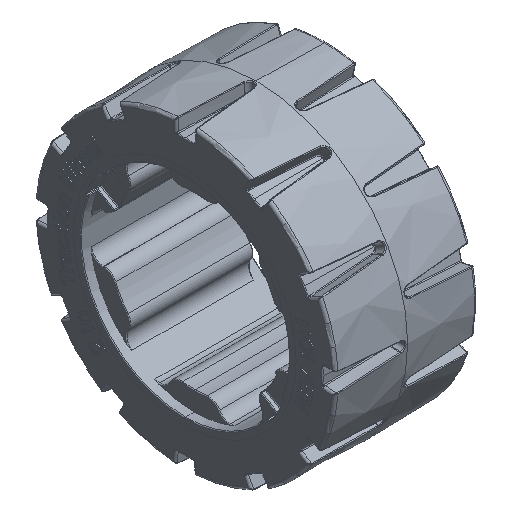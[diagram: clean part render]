
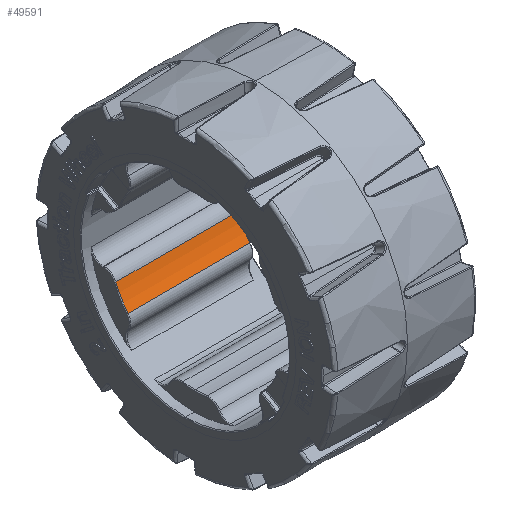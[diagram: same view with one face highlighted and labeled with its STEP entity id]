
A CAD part, isometric view. The second image highlights one B-rep face of the part: STEP entity #49591.
In plain terms, the highlighted cylindrical face has radius 14.287 mm (diameter 28.575 mm), a partial arc.
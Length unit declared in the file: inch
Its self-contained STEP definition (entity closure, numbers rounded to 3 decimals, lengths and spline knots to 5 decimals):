
#862 = FACE_OUTER_BOUND ( 'NONE', #95525, .T. ) ;
#5358 = CARTESIAN_POINT ( 'NONE',  ( -0.40125, 0., 0. ) ) ;
#10078 = CARTESIAN_POINT ( 'NONE',  ( -0.40125, 0.44215, -0.34772 ) ) ;
#11364 = LINE ( 'NONE', #102903, #86202 ) ;
#11417 = CIRCLE ( 'NONE', #13111, 0.5625 ) ;
#13111 = AXIS2_PLACEMENT_3D ( 'NONE', #13196, #103146, #29366 ) ;
#13196 = CARTESIAN_POINT ( 'NONE',  ( 0.40125, 0., 0. ) ) ;
#14763 = VERTEX_POINT ( 'NONE', #32439 ) ;
#16098 = ORIENTED_EDGE ( 'NONE', *, *, #69600, .T. ) ;
#19820 = LINE ( 'NONE', #45655, #20697 ) ;
#20697 = VECTOR ( 'NONE', #35981, 39.37008 ) ;
#21197 = EDGE_CURVE ( 'NONE', #60648, #14763, #11417, .T. ) ;
#26207 = CARTESIAN_POINT ( 'NONE',  ( -0.46875, 0., 0. ) ) ;
#29366 = DIRECTION ( 'NONE',  ( 0., 0., -1. ) ) ;
#32439 = CARTESIAN_POINT ( 'NONE',  ( 0.40125, 0.52221, -0.20905 ) ) ;
#33509 = EDGE_CURVE ( 'NONE', #14763, #69964, #19820, .T. ) ;
#35981 = DIRECTION ( 'NONE',  ( -1., 0., 0. ) ) ;
#36761 = CARTESIAN_POINT ( 'NONE',  ( -0.40125, 0.52221, -0.20905 ) ) ;
#38219 = DIRECTION ( 'NONE',  ( 0., 0., 1. ) ) ;
#38879 = VERTEX_POINT ( 'NONE', #10078 ) ;
#42875 = DIRECTION ( 'NONE',  ( 0., 0., -1. ) ) ;
#45655 = CARTESIAN_POINT ( 'NONE',  ( -0.46875, 0.52221, -0.20905 ) ) ;
#49591 = ADVANCED_FACE ( 'NONE', ( #862 ), #84855, .F. ) ;
#51473 = DIRECTION ( 'NONE',  ( 1., 0., 0. ) ) ;
#60648 = VERTEX_POINT ( 'NONE', #64102 ) ;
#61981 = EDGE_CURVE ( 'NONE', #38879, #60648, #11364, .T. ) ;
#64102 = CARTESIAN_POINT ( 'NONE',  ( 0.40125, 0.44215, -0.34772 ) ) ;
#69600 = EDGE_CURVE ( 'NONE', #69964, #38879, #78353, .T. ) ;
#69964 = VERTEX_POINT ( 'NONE', #36761 ) ;
#71756 = ORIENTED_EDGE ( 'NONE', *, *, #61981, .T. ) ;
#78353 = CIRCLE ( 'NONE', #97245, 0.5625 ) ;
#78654 = DIRECTION ( 'NONE',  ( 1., 0., 0. ) ) ;
#80727 = ORIENTED_EDGE ( 'NONE', *, *, #33509, .T. ) ;
#84855 = CYLINDRICAL_SURFACE ( 'NONE', #89794, 0.5625 ) ;
#86202 = VECTOR ( 'NONE', #78654, 39.37008 ) ;
#88110 = ORIENTED_EDGE ( 'NONE', *, *, #21197, .T. ) ;
#89794 = AXIS2_PLACEMENT_3D ( 'NONE', #26207, #51473, #42875 ) ;
#95525 = EDGE_LOOP ( 'NONE', ( #80727, #16098, #71756, #88110 ) ) ;
#97245 = AXIS2_PLACEMENT_3D ( 'NONE', #5358, #105502, #38219 ) ;
#102903 = CARTESIAN_POINT ( 'NONE',  ( -0.46875, 0.44215, -0.34772 ) ) ;
#103146 = DIRECTION ( 'NONE',  ( 1., 0., 0. ) ) ;
#105502 = DIRECTION ( 'NONE',  ( -1., 0., 0. ) ) ;
